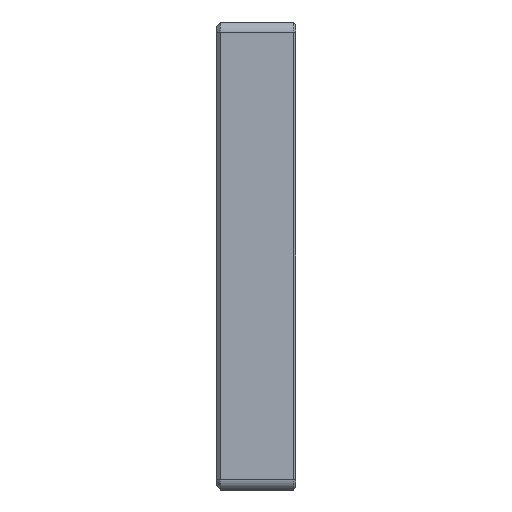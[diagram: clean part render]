
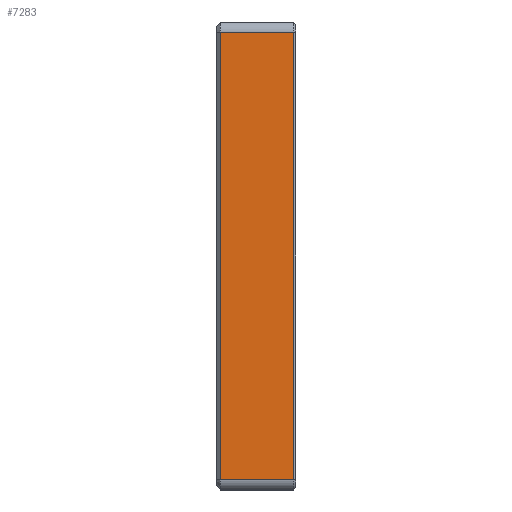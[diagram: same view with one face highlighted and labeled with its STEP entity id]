
A CAD part, left-side view. The second image highlights one B-rep face of the part: STEP entity #7283.
In plain terms, the highlighted planar face has unit normal (-1, 0, 0).
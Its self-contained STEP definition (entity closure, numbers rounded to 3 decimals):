
#87=PLANE('',#7770);
#382=FACE_OUTER_BOUND('',#797,.T.);
#797=EDGE_LOOP('',(#5378,#5379,#5380,#5381));
#1787=LINE('',#15607,#2347);
#1793=LINE('',#15628,#2353);
#1828=LINE('',#15748,#2388);
#1830=LINE('',#15753,#2390);
#2347=VECTOR('',#8705,10.);
#2353=VECTOR('',#8729,10.);
#2388=VECTOR('',#8824,10.);
#2390=VECTOR('',#8830,10.);
#3136=VERTEX_POINT('',#15597);
#3138=VERTEX_POINT('',#15603);
#3145=VERTEX_POINT('',#15626);
#3200=VERTEX_POINT('',#15747);
#4009=EDGE_CURVE('',#3136,#3138,#1787,.T.);
#4020=EDGE_CURVE('',#3145,#3136,#1793,.T.);
#4079=EDGE_CURVE('',#3138,#3200,#1828,.T.);
#4082=EDGE_CURVE('',#3200,#3145,#1830,.T.);
#5378=ORIENTED_EDGE('',*,*,#4009,.F.);
#5379=ORIENTED_EDGE('',*,*,#4020,.F.);
#5380=ORIENTED_EDGE('',*,*,#4082,.F.);
#5381=ORIENTED_EDGE('',*,*,#4079,.F.);
#7283=ADVANCED_FACE('',(#382),#87,.T.);
#7770=AXIS2_PLACEMENT_3D('',#15752,#8828,#8829);
#8705=DIRECTION('',(0.,0.,1.));
#8729=DIRECTION('',(0.,1.,0.));
#8824=DIRECTION('',(0.,-1.,0.));
#8828=DIRECTION('center_axis',(-1.,0.,0.));
#8829=DIRECTION('ref_axis',(0.,0.,1.));
#8830=DIRECTION('',(0.,0.,-1.));
#15597=CARTESIAN_POINT('',(-5.,6.5,-5.5));
#15603=CARTESIAN_POINT('',(-5.,6.5,100.75));
#15607=CARTESIAN_POINT('',(-5.,6.5,45.125));
#15626=CARTESIAN_POINT('',(-5.,-11.,-5.5));
#15628=CARTESIAN_POINT('',(-5.,0.,-5.5));
#15747=CARTESIAN_POINT('',(-5.,-11.,100.75));
#15748=CARTESIAN_POINT('',(-5.,0.,100.75));
#15752=CARTESIAN_POINT('Origin',(-5.,0.,-8.));
#15753=CARTESIAN_POINT('',(-5.,-11.,-8.));
